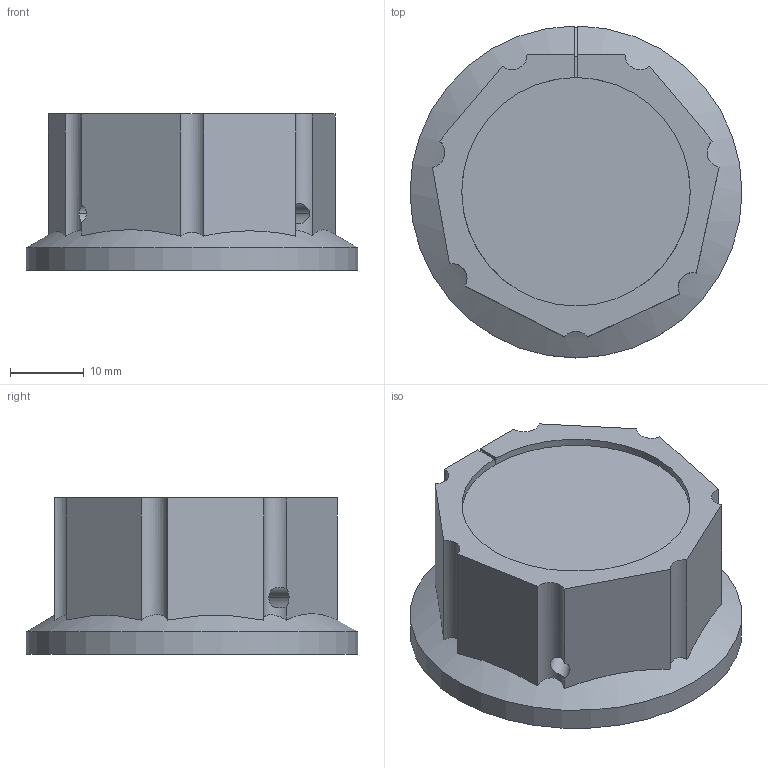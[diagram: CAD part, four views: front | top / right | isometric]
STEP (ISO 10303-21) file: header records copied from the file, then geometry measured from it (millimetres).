
FILE_DESCRIPTION((''),'2;1');
FILE_NAME('C-4-1437624-8','2008-12-04T',('workeradm'),('Tyco Electronics Corporation'),'PRO/ENGINEER BY PARAMETRIC TECHNOLOGY CORPORATION, 2005450','PRO/ENGINEER BY PARAMETRIC TECHNOLOGY CORPORATION, 2005450','');
FILE_SCHEMA(('CONFIG_CONTROL_DESIGN', 'GEOMETRIC_VALIDATION_PROPERTIES_MIM'));
Length unit declared in the file: millimetre
Products named in the file (1): C-4-1437624-8
Bounding box: 44.91 x 44.91 x 21.11 mm (x, y, z)
Volume: 20949.3 mm3; surface area: 6717.7 mm2
Topology: 1 solids, 1 shells, 38 faces, 105 edges, 70 vertices
Faces by surface type: plane 19, cylinder 18, cone 1
Entity records: 1567 total; most frequent: CARTESIAN_POINT 486, ORIENTED_EDGE 210, DIRECTION 177, EDGE_CURVE 105, VERTEX_POINT 70, COLOUR_RGB 64, AXIS2_PLACEMENT_3D 61, VECTOR 55
